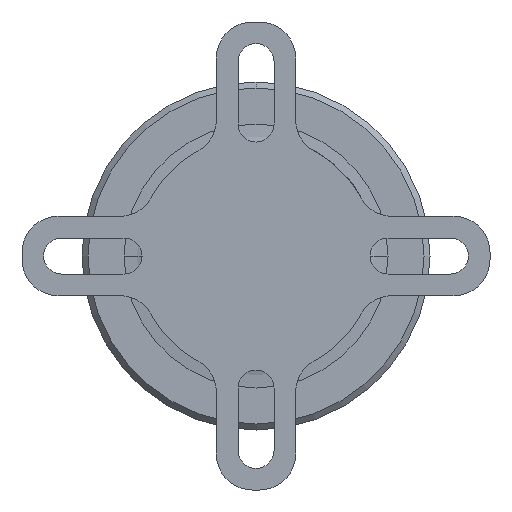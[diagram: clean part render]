
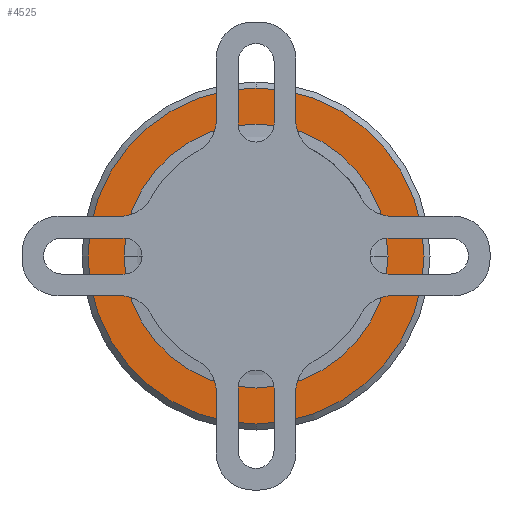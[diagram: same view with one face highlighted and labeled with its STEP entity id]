
A CAD part, front view. The second image highlights one B-rep face of the part: STEP entity #4525.
In plain terms, the highlighted face is planar.
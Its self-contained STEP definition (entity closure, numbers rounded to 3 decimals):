
#3801=CARTESIAN_POINT('',(0.,0.,0.));
#3802=DIRECTION('',(0.,0.,1.));
#3803=DIRECTION('',(1.,0.,0.));
#3804=AXIS2_PLACEMENT_3D('',#3801,#3802,#3803);
#3806=CARTESIAN_POINT('',(0.,0.,0.));
#3807=DIRECTION('',(0.,0.,-1.));
#3808=DIRECTION('',(1.,0.,0.));
#3809=AXIS2_PLACEMENT_3D('',#3806,#3807,#3808);
#3811=CARTESIAN_POINT('',(0.,0.,0.));
#3812=DIRECTION('',(0.,0.,1.));
#3813=DIRECTION('',(0.,-1.,0.));
#3814=AXIS2_PLACEMENT_3D('',#3811,#3812,#3813);
#3816=CARTESIAN_POINT('',(0.,0.,0.));
#3817=DIRECTION('',(0.,0.,1.));
#3818=DIRECTION('',(0.,1.,0.));
#3819=AXIS2_PLACEMENT_3D('',#3816,#3817,#3818);
#4295=CARTESIAN_POINT('',(11.,0.,0.));
#4297=VERTEX_POINT('',#4295);
#4299=CARTESIAN_POINT('',(-11.,0.,0.));
#4301=VERTEX_POINT('',#4299);
#4368=CARTESIAN_POINT('',(0.,-14.,0.));
#4369=CARTESIAN_POINT('',(0.,14.,0.));
#4370=VERTEX_POINT('',#4368);
#4371=VERTEX_POINT('',#4369);
#4509=CARTESIAN_POINT('',(0.,0.,0.));
#4510=DIRECTION('',(0.,0.,-1.));
#4511=DIRECTION('',(1.,0.,0.));
#4512=AXIS2_PLACEMENT_3D('',#4509,#4510,#4511);
#4513=PLANE('',#4512);
#4515=ORIENTED_EDGE('',*,*,#4514,.F.);
#4516=ORIENTED_EDGE('',*,*,#4499,.F.);
#4517=EDGE_LOOP('',(#4515,#4516));
#4518=FACE_OUTER_BOUND('',#4517,.F.);
#4520=ORIENTED_EDGE('',*,*,#4519,.T.);
#4522=ORIENTED_EDGE('',*,*,#4521,.F.);
#4523=EDGE_LOOP('',(#4520,#4522));
#4524=FACE_BOUND('',#4523,.F.);
#4525=ADVANCED_FACE('',(#4518,#4524),#4513,.F.);
#3805=CIRCLE('',#3804,11.);
#3810=CIRCLE('',#3809,11.);
#3815=CIRCLE('',#3814,14.);
#3820=CIRCLE('',#3819,14.);
#4499=EDGE_CURVE('',#4371,#4370,#3820,.T.);
#4514=EDGE_CURVE('',#4370,#4371,#3815,.T.);
#4519=EDGE_CURVE('',#4297,#4301,#3805,.T.);
#4521=EDGE_CURVE('',#4297,#4301,#3810,.T.);
